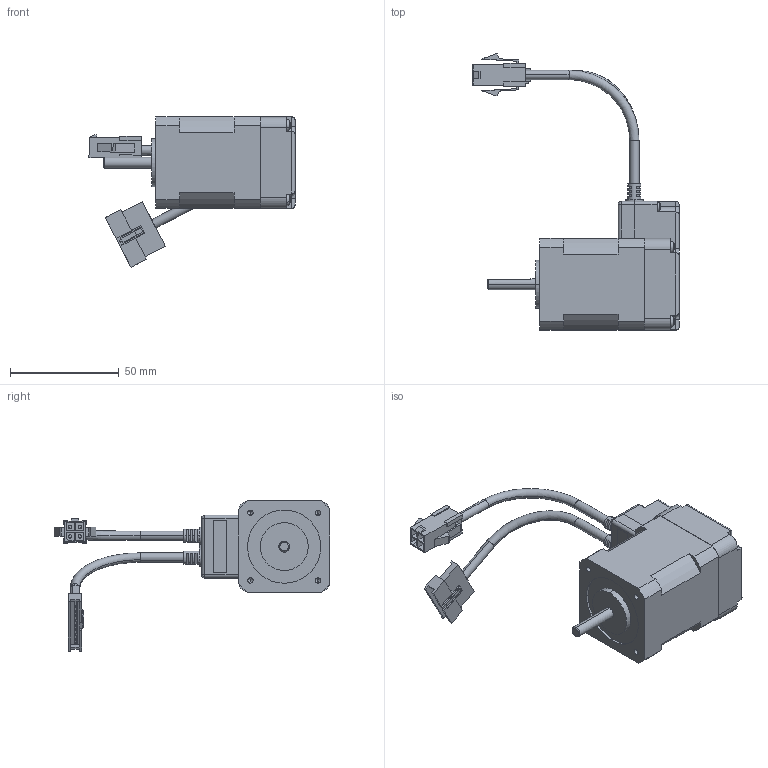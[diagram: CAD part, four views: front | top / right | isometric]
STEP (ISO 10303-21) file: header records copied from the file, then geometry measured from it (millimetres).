
FILE_DESCRIPTION (( 'STEP AP203' ), '1' );
FILE_NAME ('P1A-MO-042-03-R00.STEP', '2015-08-11T02:23:19', ( '' ), ( '' ), 'SwSTEP 2.0', 'SolidWorks 2013', '' );
FILE_SCHEMA (( 'CONFIG_CONTROL_DESIGN' ));
Length unit declared in the file: millimetre
Products named in the file (8): P1A-MO-042-03-R00; M1A-EC-042-01-R00_ル遽; M1A-EC-042-02-R00_ル遽; 42陝 賅攪瞪錳摹_ル遽; 42阿 浚内歹 纳捞喉急_钎霖; round cross head screw_ks_KS 1023 RC - M2.6 x 12-N; round cross head screw_ks_KS 1023 RC - M3 x 12-N; M11-MO-042-03-R01_湀_
Assembly tree (11 placements, depth 2):
  P1A-MO-042-03-R00
    M1A-EC-042-01-R00_ル遽
    M1A-EC-042-02-R00_ル遽
    42陝 賅攪瞪錳摹_ル遽
    42阿 浚内歹 纳捞喉急_钎霖
    round cross head screw_ks_KS 1023 RC - M2.6 x 12-N  x2
    round cross head screw_ks_KS 1023 RC - M3 x 12-N  x4
    M11-MO-042-03-R01_湀_
Bounding box: 94.54 x 126.61 x 68.94 mm (x, y, z)
Volume: 97783.8 mm3; surface area: 33783.7 mm2
Topology: 11 solids, 11 shells, 810 faces, 2081 edges, 1322 vertices
Faces by surface type: plane 467, cylinder 203, cone 92, torus 28, sphere 12, bspline 8
Entity records: 21846 total; most frequent: CARTESIAN_POINT 3929, DIRECTION 3643, ORIENTED_EDGE 3478, EDGE_CURVE 1739, AXIS2_PLACEMENT_3D 1252, LINE 1139, VECTOR 1139, VERTEX_POINT 1126
